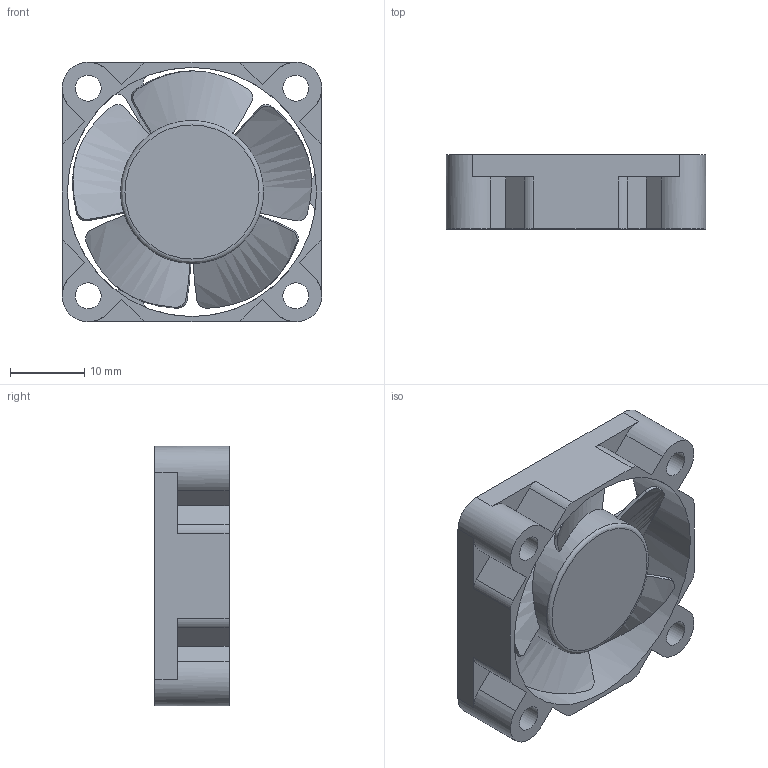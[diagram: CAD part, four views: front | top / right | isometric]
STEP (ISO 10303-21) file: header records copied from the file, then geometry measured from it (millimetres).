
FILE_DESCRIPTION(/* description */ (''),/* implementation_level */ '2;1');
FILE_NAME(/* name */ '3510 fan.step',/* time_stamp */ '2024-08-29T19:31:00+08:00',/* author */ (''),/* organization */ (''),/* preprocessor_version */ 'ST-DEVELOPER v20',/* originating_system */ 'Autodesk Translation Framework v13.14.0.145',/* authorisation */ '');
FILE_SCHEMA (('AUTOMOTIVE_DESIGN { 1 0 10303 214 3 1 1 }'));
Length unit declared in the file: centimetre
Products named in the file (2): 3510fan; Component1
Assembly tree (1 placements, depth 2):
  3510fan
    Component1
Bounding box: 35 x 10 x 35 mm (x, y, z)
Volume: 5315 mm3; surface area: 6034.5 mm2
Topology: 1 solids, 1 shells, 103 faces, 295 edges, 198 vertices
Faces by surface type: plane 39, bspline 36, cylinder 28
Full cylindrical faces by diameter (mm): 3.5 x4, 17.5 x1, 19.25 x1, 33.6 x1
Entity records: 4833 total; most frequent: CARTESIAN_POINT 2229, ORIENTED_EDGE 590, DIRECTION 434, EDGE_CURVE 295, VERTEX_POINT 198, LINE 146, VECTOR 146, AXIS2_PLACEMENT_3D 144
